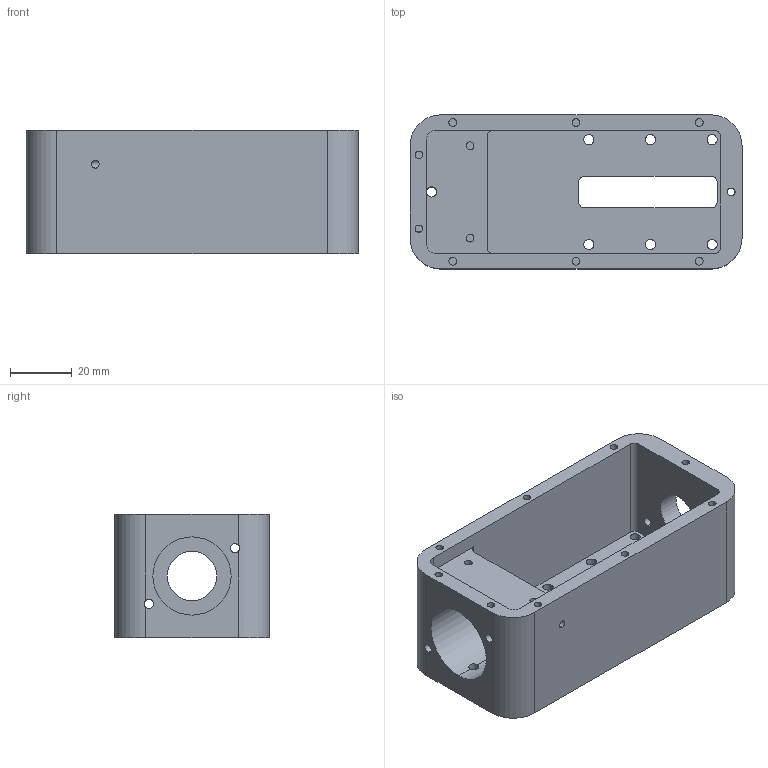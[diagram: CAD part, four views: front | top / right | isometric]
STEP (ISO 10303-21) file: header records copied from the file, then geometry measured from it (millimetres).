
FILE_DESCRIPTION (( 'STEP AP203' ), '1' );
FILE_NAME ('J5 housing.STEP', '2017-06-16T00:43:23', ( '' ), ( '' ), 'SwSTEP 2.0', 'SolidWorks 2016', '' );
FILE_SCHEMA (( 'CONFIG_CONTROL_DESIGN' ));
Length unit declared in the file: millimetre
Products named in the file (1): J5 housing
Bounding box: 107.7 x 50 x 40 mm (x, y, z)
Volume: 84249.8 mm3; surface area: 33232.7 mm2
Topology: 1 solids, 1 shells, 103 faces, 295 edges, 194 vertices
Faces by surface type: cylinder 74, plane 29
Entity records: 3954 total; most frequent: CARTESIAN_POINT 1012, DIRECTION 617, ORIENTED_EDGE 590, EDGE_CURVE 295, AXIS2_PLACEMENT_3D 243, VERTEX_POINT 194, EDGE_LOOP 145, CIRCLE 139
